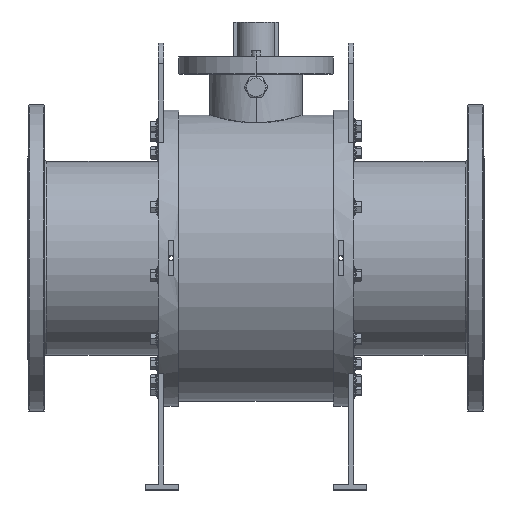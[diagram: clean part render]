
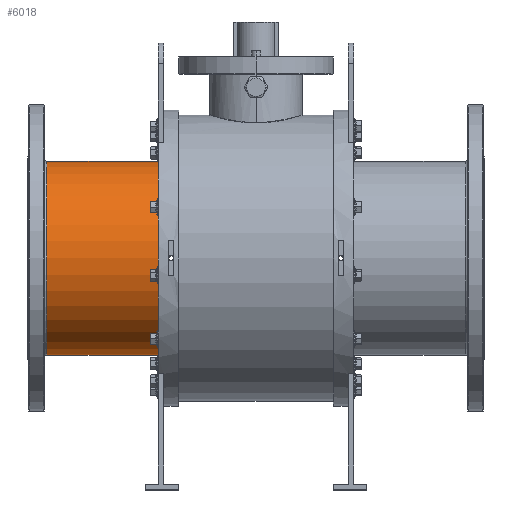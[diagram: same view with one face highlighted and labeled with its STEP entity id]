
A CAD part, top view. The second image highlights one B-rep face of the part: STEP entity #6018.
In plain terms, the highlighted cylindrical face has radius 188.5 mm (diameter 377 mm), a partial arc.
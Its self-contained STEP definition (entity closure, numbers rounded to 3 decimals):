
#107 = FACE_OUTER_BOUND ( 'NONE', #1229, .T. ) ;
#427 = VERTEX_POINT ( 'NONE', #11018 ) ;
#739 = EDGE_CURVE ( 'NONE', #427, #1805, #5109, .T. ) ;
#1030 = AXIS2_PLACEMENT_3D ( 'NONE', #1316, #3315, #11881 ) ;
#1229 = EDGE_LOOP ( 'NONE', ( #4640, #5631, #6451, #5248 ) ) ;
#1316 = CARTESIAN_POINT ( 'NONE',  ( -407.5, 0., 0. ) ) ;
#1623 = DIRECTION ( 'NONE',  ( 0., 0., 1. ) ) ;
#1805 = VERTEX_POINT ( 'NONE', #9709 ) ;
#2020 = CYLINDRICAL_SURFACE ( 'NONE', #12303, 188.5 ) ;
#3280 = EDGE_CURVE ( 'NONE', #7800, #427, #12031, .T. ) ;
#3311 = DIRECTION ( 'NONE',  ( 0., -1., 0. ) ) ;
#3315 = DIRECTION ( 'NONE',  ( 1., 0., 0. ) ) ;
#3517 = EDGE_CURVE ( 'NONE', #11493, #7800, #6880, .T. ) ;
#4535 = VECTOR ( 'NONE', #9710, 1000. ) ;
#4640 = ORIENTED_EDGE ( 'NONE', *, *, #3517, .T. ) ;
#5109 = CIRCLE ( 'NONE', #1030, 188.5 ) ;
#5248 = ORIENTED_EDGE ( 'NONE', *, *, #9425, .F. ) ;
#5461 = DIRECTION ( 'NONE',  ( -1., 0., 0. ) ) ;
#5631 = ORIENTED_EDGE ( 'NONE', *, *, #3280, .T. ) ;
#6018 = ADVANCED_FACE ( 'NONE', ( #107 ), #2020, .T. ) ;
#6451 = ORIENTED_EDGE ( 'NONE', *, *, #739, .T. ) ;
#6880 = CIRCLE ( 'NONE', #10486, 188.5 ) ;
#7681 = CARTESIAN_POINT ( 'NONE',  ( -190., -188.5, 0. ) ) ;
#7800 = VERTEX_POINT ( 'NONE', #10523 ) ;
#7984 = CARTESIAN_POINT ( 'NONE',  ( -190., 0., 0. ) ) ;
#9425 = EDGE_CURVE ( 'NONE', #11493, #1805, #11689, .T. ) ;
#9709 = CARTESIAN_POINT ( 'NONE',  ( -407.5, -188.5, 0. ) ) ;
#9710 = DIRECTION ( 'NONE',  ( -1., 0., 0. ) ) ;
#9745 = DIRECTION ( 'NONE',  ( -1., 0., 0. ) ) ;
#10124 = DIRECTION ( 'NONE',  ( -1., 0., 0. ) ) ;
#10486 = AXIS2_PLACEMENT_3D ( 'NONE', #7984, #10124, #1623 ) ;
#10523 = CARTESIAN_POINT ( 'NONE',  ( -190., 188.5, 0. ) ) ;
#10692 = CARTESIAN_POINT ( 'NONE',  ( -444.5, -188.5, 0. ) ) ;
#10944 = CARTESIAN_POINT ( 'NONE',  ( -444.5, 0., 0. ) ) ;
#11018 = CARTESIAN_POINT ( 'NONE',  ( -407.5, 188.5, 0. ) ) ;
#11493 = VERTEX_POINT ( 'NONE', #7681 ) ;
#11689 = LINE ( 'NONE', #10692, #4535 ) ;
#11881 = DIRECTION ( 'NONE',  ( 0., -1., 0. ) ) ;
#12031 = LINE ( 'NONE', #12880, #13585 ) ;
#12303 = AXIS2_PLACEMENT_3D ( 'NONE', #10944, #9745, #3311 ) ;
#12880 = CARTESIAN_POINT ( 'NONE',  ( -444.5, 188.5, 0. ) ) ;
#13585 = VECTOR ( 'NONE', #5461, 1000. ) ;
